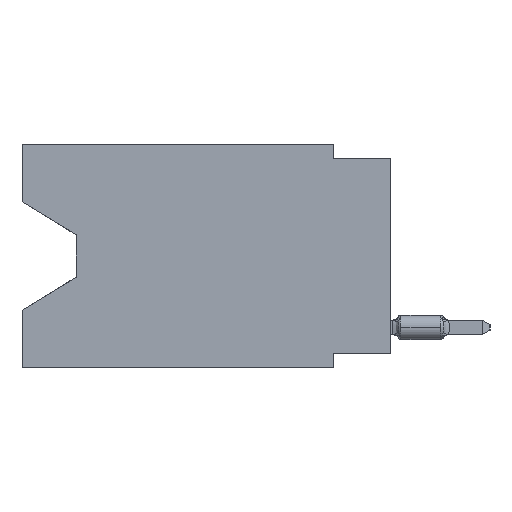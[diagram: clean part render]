
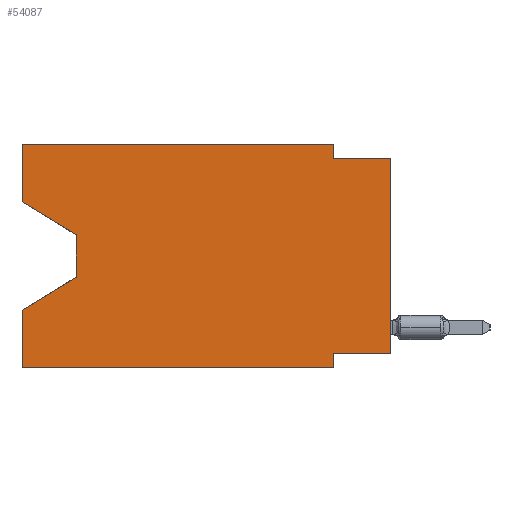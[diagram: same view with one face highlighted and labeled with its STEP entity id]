
A CAD part, left-side view. The second image highlights one B-rep face of the part: STEP entity #54087.
In plain terms, the highlighted planar face has unit normal (-1, 0, 0).
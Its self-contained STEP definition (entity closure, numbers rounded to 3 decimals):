
#163 = CARTESIAN_POINT ( 'NONE',  ( 0., 0., -9.271 ) ) ;
#1629 = EDGE_CURVE ( 'NONE', #12967, #35783, #19702, .T. ) ;
#1694 = CARTESIAN_POINT ( 'NONE',  ( 0., 16.383, 0. ) ) ;
#1699 = VECTOR ( 'NONE', #61037, 1000. ) ;
#2475 = EDGE_CURVE ( 'NONE', #57034, #32752, #8306, .T. ) ;
#3645 = DIRECTION ( 'NONE',  ( 0., -1., 0. ) ) ;
#4749 = CARTESIAN_POINT ( 'NONE',  ( 0., 16.383, -2.546 ) ) ;
#4959 = LINE ( 'NONE', #55697, #38858 ) ;
#5838 = VECTOR ( 'NONE', #23535, 1000. ) ;
#6027 = DIRECTION ( 'NONE',  ( 0., 0.855, -0.519 ) ) ;
#6756 = DIRECTION ( 'NONE',  ( 0., 0., 1. ) ) ;
#8256 = VERTEX_POINT ( 'NONE', #48063 ) ;
#8306 = LINE ( 'NONE', #51807, #5838 ) ;
#8375 = VECTOR ( 'NONE', #33517, 1000. ) ;
#9443 = CARTESIAN_POINT ( 'NONE',  ( 0., 16.383, -9.906 ) ) ;
#9650 = VECTOR ( 'NONE', #59309, 1000. ) ;
#12967 = VERTEX_POINT ( 'NONE', #28864 ) ;
#13076 = LINE ( 'NONE', #35160, #29360 ) ;
#14164 = EDGE_LOOP ( 'NONE', ( #37726, #59072, #30135, #54421, #61099, #65195, #59154, #60373, #42996, #26368, #46238, #63234 ) ) ;
#15177 = VERTEX_POINT ( 'NONE', #33493 ) ;
#15770 = EDGE_CURVE ( 'NONE', #69159, #35783, #4959, .T. ) ;
#15923 = CARTESIAN_POINT ( 'NONE',  ( 0., 13.97, -4.013 ) ) ;
#16150 = LINE ( 'NONE', #37187, #9650 ) ;
#16433 = EDGE_CURVE ( 'NONE', #57401, #69159, #31173, .T. ) ;
#16437 = EDGE_CURVE ( 'NONE', #12967, #26950, #42429, .T. ) ;
#16534 = CARTESIAN_POINT ( 'NONE',  ( 0., 16.383, 0. ) ) ;
#18324 = LINE ( 'NONE', #40428, #54514 ) ;
#19702 = LINE ( 'NONE', #34308, #26569 ) ;
#20425 = CARTESIAN_POINT ( 'NONE',  ( 0., 13.97, -5.893 ) ) ;
#21621 = CARTESIAN_POINT ( 'NONE',  ( 0., 2.54, -9.906 ) ) ;
#22241 = LINE ( 'NONE', #60317, #1699 ) ;
#23535 = DIRECTION ( 'NONE',  ( 0., 0., 1. ) ) ;
#26083 = VERTEX_POINT ( 'NONE', #30967 ) ;
#26368 = ORIENTED_EDGE ( 'NONE', *, *, #32081, .F. ) ;
#26569 = VECTOR ( 'NONE', #6756, 1000. ) ;
#26950 = VERTEX_POINT ( 'NONE', #21621 ) ;
#27702 = LINE ( 'NONE', #163, #8375 ) ;
#27900 = EDGE_CURVE ( 'NONE', #57034, #57401, #67832, .T. ) ;
#27953 = VECTOR ( 'NONE', #40981, 1000. ) ;
#28864 = CARTESIAN_POINT ( 'NONE',  ( 0., 16.383, -9.906 ) ) ;
#28904 = CARTESIAN_POINT ( 'NONE',  ( 0., 0., -0.635 ) ) ;
#29360 = VECTOR ( 'NONE', #46045, 1000. ) ;
#29550 = DIRECTION ( 'NONE',  ( 0., -1., 0. ) ) ;
#30135 = ORIENTED_EDGE ( 'NONE', *, *, #15770, .T. ) ;
#30296 = DIRECTION ( 'NONE',  ( 1., 0., 0. ) ) ;
#30967 = CARTESIAN_POINT ( 'NONE',  ( 0., 2.54, -9.271 ) ) ;
#31173 = LINE ( 'NONE', #15923, #62058 ) ;
#31856 = CARTESIAN_POINT ( 'NONE',  ( 0., 13.97, -4.013 ) ) ;
#32081 = EDGE_CURVE ( 'NONE', #47708, #52186, #13076, .T. ) ;
#32752 = VERTEX_POINT ( 'NONE', #16534 ) ;
#33214 = AXIS2_PLACEMENT_3D ( 'NONE', #1694, #30296, #52435 ) ;
#33493 = CARTESIAN_POINT ( 'NONE',  ( 0., 0., -0.635 ) ) ;
#33517 = DIRECTION ( 'NONE',  ( 0., 1., 0. ) ) ;
#34308 = CARTESIAN_POINT ( 'NONE',  ( 0., 16.383, 0. ) ) ;
#35001 = CARTESIAN_POINT ( 'NONE',  ( 0., 2.54, -0.635 ) ) ;
#35160 = CARTESIAN_POINT ( 'NONE',  ( 0., 2.54, 0. ) ) ;
#35408 = EDGE_CURVE ( 'NONE', #52186, #15177, #61176, .T. ) ;
#35783 = VERTEX_POINT ( 'NONE', #67267 ) ;
#37187 = CARTESIAN_POINT ( 'NONE',  ( 0., 2.54, -9.906 ) ) ;
#37726 = ORIENTED_EDGE ( 'NONE', *, *, #27900, .T. ) ;
#38858 = VECTOR ( 'NONE', #6027, 1000. ) ;
#39428 = DIRECTION ( 'NONE',  ( 0., -1., 0. ) ) ;
#40068 = VECTOR ( 'NONE', #3645, 1000. ) ;
#40428 = CARTESIAN_POINT ( 'NONE',  ( 0., 16.383, 0. ) ) ;
#40981 = DIRECTION ( 'NONE',  ( 0., -0.855, -0.519 ) ) ;
#42429 = LINE ( 'NONE', #9443, #40068 ) ;
#42986 = CARTESIAN_POINT ( 'NONE',  ( 0., 2.54, 0. ) ) ;
#42996 = ORIENTED_EDGE ( 'NONE', *, *, #35408, .F. ) ;
#46045 = DIRECTION ( 'NONE',  ( 0., 0., -1. ) ) ;
#46238 = ORIENTED_EDGE ( 'NONE', *, *, #59060, .F. ) ;
#46306 = EDGE_CURVE ( 'NONE', #8256, #15177, #22241, .T. ) ;
#47708 = VERTEX_POINT ( 'NONE', #42986 ) ;
#48063 = CARTESIAN_POINT ( 'NONE',  ( 0., 0., -9.271 ) ) ;
#49476 = EDGE_CURVE ( 'NONE', #26083, #26950, #16150, .T. ) ;
#51356 = FACE_OUTER_BOUND ( 'NONE', #14164, .T. ) ;
#51807 = CARTESIAN_POINT ( 'NONE',  ( 0., 16.383, 0. ) ) ;
#52186 = VERTEX_POINT ( 'NONE', #35001 ) ;
#52435 = DIRECTION ( 'NONE',  ( 0., 0., -1. ) ) ;
#53302 = DIRECTION ( 'NONE',  ( 0., 0., -1. ) ) ;
#54087 = ADVANCED_FACE ( 'NONE', ( #51356 ), #69125, .F. ) ;
#54421 = ORIENTED_EDGE ( 'NONE', *, *, #1629, .F. ) ;
#54514 = VECTOR ( 'NONE', #29550, 1000. ) ;
#55697 = CARTESIAN_POINT ( 'NONE',  ( 0., 13.97, -5.893 ) ) ;
#57034 = VERTEX_POINT ( 'NONE', #4749 ) ;
#57401 = VERTEX_POINT ( 'NONE', #31856 ) ;
#59060 = EDGE_CURVE ( 'NONE', #32752, #47708, #18324, .T. ) ;
#59072 = ORIENTED_EDGE ( 'NONE', *, *, #16433, .T. ) ;
#59154 = ORIENTED_EDGE ( 'NONE', *, *, #62585, .F. ) ;
#59309 = DIRECTION ( 'NONE',  ( 0., 0., -1. ) ) ;
#59831 = VECTOR ( 'NONE', #39428, 1000. ) ;
#60317 = CARTESIAN_POINT ( 'NONE',  ( 0., 0., 0. ) ) ;
#60373 = ORIENTED_EDGE ( 'NONE', *, *, #46306, .T. ) ;
#61037 = DIRECTION ( 'NONE',  ( 0., 0., 1. ) ) ;
#61099 = ORIENTED_EDGE ( 'NONE', *, *, #16437, .T. ) ;
#61176 = LINE ( 'NONE', #28904, #59831 ) ;
#62058 = VECTOR ( 'NONE', #53302, 1000. ) ;
#62361 = CARTESIAN_POINT ( 'NONE',  ( 0., 16.383, -2.546 ) ) ;
#62585 = EDGE_CURVE ( 'NONE', #8256, #26083, #27702, .T. ) ;
#63234 = ORIENTED_EDGE ( 'NONE', *, *, #2475, .F. ) ;
#65195 = ORIENTED_EDGE ( 'NONE', *, *, #49476, .F. ) ;
#67267 = CARTESIAN_POINT ( 'NONE',  ( 0., 16.383, -7.36 ) ) ;
#67832 = LINE ( 'NONE', #62361, #27953 ) ;
#69125 = PLANE ( 'NONE',  #33214 ) ;
#69159 = VERTEX_POINT ( 'NONE', #20425 ) ;
